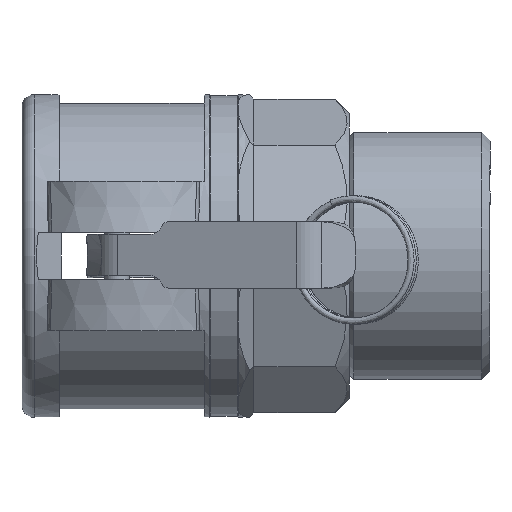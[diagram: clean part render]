
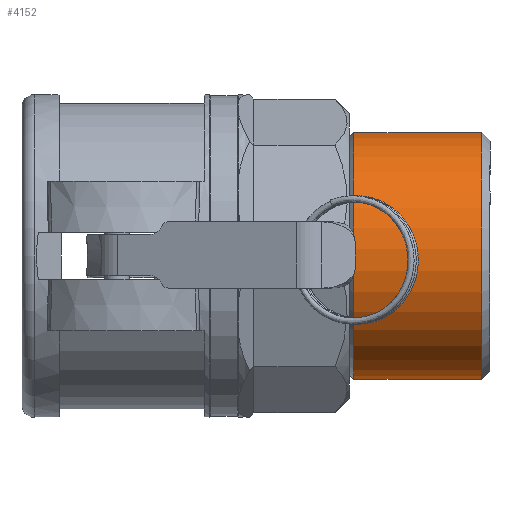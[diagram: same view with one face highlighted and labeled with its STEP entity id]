
A CAD part, front view. The second image highlights one B-rep face of the part: STEP entity #4152.
In plain terms, the highlighted cylindrical face has radius 29.85 mm (diameter 59.7 mm), a full revolution.
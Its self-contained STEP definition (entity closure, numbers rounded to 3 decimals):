
#115=CYLINDRICAL_SURFACE('',#4539,29.85);
#338=LINE('',#8512,#610);
#610=VECTOR('',#5462,29.85);
#1013=FACE_OUTER_BOUND('',#1243,.T.);
#1243=EDGE_LOOP('',(#3437,#3438,#3439,#3440,#3441,#3442));
#1418=CIRCLE('',#4535,29.85);
#1419=CIRCLE('',#4536,29.85);
#1421=CIRCLE('',#4540,29.85);
#1422=CIRCLE('',#4541,29.85);
#1850=VERTEX_POINT('',#8502);
#1851=VERTEX_POINT('',#8504);
#1853=VERTEX_POINT('',#8511);
#1854=VERTEX_POINT('',#8513);
#2398=EDGE_CURVE('',#1850,#1851,#1418,.T.);
#2399=EDGE_CURVE('',#1851,#1850,#1419,.T.);
#2401=EDGE_CURVE('',#1851,#1853,#338,.T.);
#2402=EDGE_CURVE('',#1853,#1854,#1421,.T.);
#2403=EDGE_CURVE('',#1854,#1853,#1422,.T.);
#3437=ORIENTED_EDGE('',*,*,#2398,.F.);
#3438=ORIENTED_EDGE('',*,*,#2399,.F.);
#3439=ORIENTED_EDGE('',*,*,#2401,.T.);
#3440=ORIENTED_EDGE('',*,*,#2402,.T.);
#3441=ORIENTED_EDGE('',*,*,#2403,.T.);
#3442=ORIENTED_EDGE('',*,*,#2401,.F.);
#4152=ADVANCED_FACE('',(#1013),#115,.T.);
#4535=AXIS2_PLACEMENT_3D('',#8505,#5452,#5453);
#4536=AXIS2_PLACEMENT_3D('',#8506,#5454,#5455);
#4539=AXIS2_PLACEMENT_3D('',#8510,#5460,#5461);
#4540=AXIS2_PLACEMENT_3D('',#8514,#5463,#5464);
#4541=AXIS2_PLACEMENT_3D('',#8515,#5465,#5466);
#5452=DIRECTION('center_axis',(1.,0.,0.));
#5453=DIRECTION('ref_axis',(0.,0.73,-0.683));
#5454=DIRECTION('center_axis',(1.,0.,0.));
#5455=DIRECTION('ref_axis',(0.,0.73,-0.683));
#5460=DIRECTION('center_axis',(1.,0.,0.));
#5461=DIRECTION('ref_axis',(0.,-0.73,0.683));
#5462=DIRECTION('',(-1.,0.,0.));
#5463=DIRECTION('center_axis',(1.,0.,0.));
#5464=DIRECTION('ref_axis',(0.,-0.73,0.683));
#5465=DIRECTION('center_axis',(1.,0.,0.));
#5466=DIRECTION('ref_axis',(0.,-0.73,0.683));
#8502=CARTESIAN_POINT('',(111.,-21.801,20.39));
#8504=CARTESIAN_POINT('',(111.,21.801,-20.39));
#8505=CARTESIAN_POINT('Origin',(111.,0.,0.));
#8506=CARTESIAN_POINT('Origin',(111.,0.,0.));
#8510=CARTESIAN_POINT('Origin',(96.55,0.,0.));
#8511=CARTESIAN_POINT('',(80.1,21.801,-20.39));
#8512=CARTESIAN_POINT('',(96.55,21.801,-20.39));
#8513=CARTESIAN_POINT('',(80.1,-21.801,20.39));
#8514=CARTESIAN_POINT('Origin',(80.1,0.,0.));
#8515=CARTESIAN_POINT('Origin',(80.1,0.,0.));
